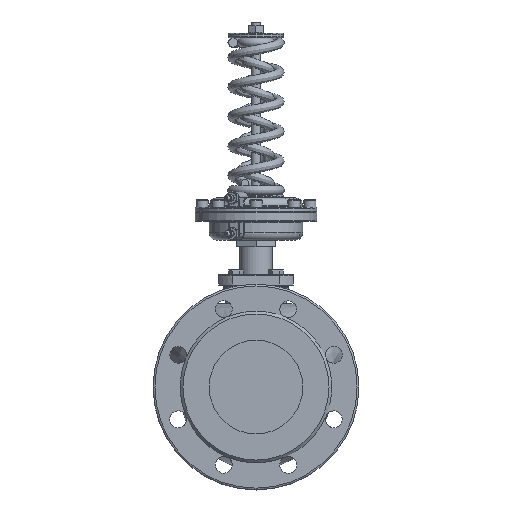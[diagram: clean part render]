
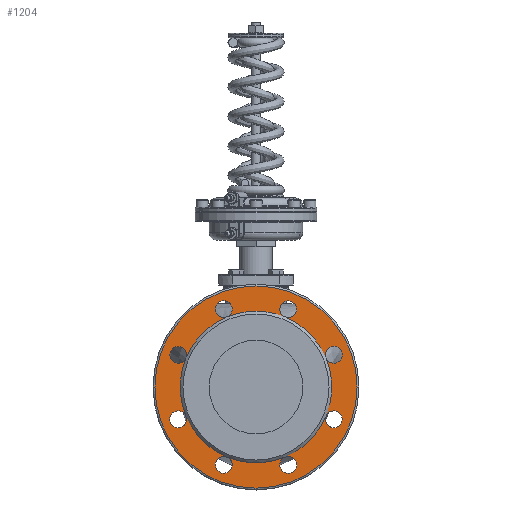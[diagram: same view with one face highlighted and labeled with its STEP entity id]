
A CAD part, front view. The second image highlights one B-rep face of the part: STEP entity #1204.
In plain terms, the highlighted face is planar.
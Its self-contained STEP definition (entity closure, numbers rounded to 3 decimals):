
#1204=ADVANCED_FACE('',(#7511,#7513,#7515,#7517,#7519,#7521,#7523,#7525,#7527,#7529),
#7531,.T.);
#7511=FACE_BOUND('',#7512,.T.);
#7512=EDGE_LOOP('',(#20573));
#7513=FACE_BOUND('',#7514,.T.);
#7514=EDGE_LOOP('',(#20574,#20575));
#7515=FACE_BOUND('',#7516,.T.);
#7516=EDGE_LOOP('',(#20576,#20577));
#7517=FACE_BOUND('',#7518,.T.);
#7518=EDGE_LOOP('',(#20578,#20579));
#7519=FACE_BOUND('',#7520,.T.);
#7520=EDGE_LOOP('',(#20580,#20581));
#7521=FACE_BOUND('',#7522,.T.);
#7522=EDGE_LOOP('',(#20582,#20583));
#7523=FACE_BOUND('',#7524,.T.);
#7524=EDGE_LOOP('',(#20584,#20585,#20586,#20587,#20588,#20589,#20590));
#7525=FACE_BOUND('',#7526,.T.);
#7526=EDGE_LOOP('',(#20591));
#7527=FACE_BOUND('',#7528,.T.);
#7528=EDGE_LOOP('',(#20592));
#7529=FACE_BOUND('',#7530,.T.);
#7530=EDGE_LOOP('',(#20593,#20594));
#7531=PLANE('',#7532);
#7532=AXIS2_PLACEMENT_3D('',#7533,#7534,#7535);
#7533=CARTESIAN_POINT('',(172.,0.,0.));
#7534=DIRECTION('',(1.,0.,0.));
#7535=DIRECTION('',(0.,0.,1.));
#20573=ORIENTED_EDGE('',*,*,#22331,.F.);
#20574=ORIENTED_EDGE('',*,*,#22277,.T.);
#20575=ORIENTED_EDGE('',*,*,#22278,.T.);
#20576=ORIENTED_EDGE('',*,*,#22275,.T.);
#20577=ORIENTED_EDGE('',*,*,#22276,.T.);
#20578=ORIENTED_EDGE('',*,*,#22273,.T.);
#20579=ORIENTED_EDGE('',*,*,#22274,.T.);
#20580=ORIENTED_EDGE('',*,*,#22271,.T.);
#20581=ORIENTED_EDGE('',*,*,#22272,.T.);
#20582=ORIENTED_EDGE('',*,*,#22270,.T.);
#20583=ORIENTED_EDGE('',*,*,#22269,.T.);
#20584=ORIENTED_EDGE('',*,*,#22332,.T.);
#20585=ORIENTED_EDGE('',*,*,#22333,.T.);
#20586=ORIENTED_EDGE('',*,*,#22334,.T.);
#20587=ORIENTED_EDGE('',*,*,#22335,.T.);
#20588=ORIENTED_EDGE('',*,*,#22336,.T.);
#20589=ORIENTED_EDGE('',*,*,#22337,.T.);
#20590=ORIENTED_EDGE('',*,*,#22338,.T.);
#20591=ORIENTED_EDGE('',*,*,#22281,.T.);
#20592=ORIENTED_EDGE('',*,*,#22268,.T.);
#20593=ORIENTED_EDGE('',*,*,#22280,.T.);
#20594=ORIENTED_EDGE('',*,*,#22279,.T.);
#22268=EDGE_CURVE('',#23000,#23000,#23001,.T.);
#22269=EDGE_CURVE('',#23002,#23003,#23004,.T.);
#22270=EDGE_CURVE('',#23003,#23002,#23005,.T.);
#22271=EDGE_CURVE('',#23006,#23007,#23008,.T.);
#22272=EDGE_CURVE('',#23007,#23006,#23009,.T.);
#22273=EDGE_CURVE('',#23010,#23011,#23012,.T.);
#22274=EDGE_CURVE('',#23011,#23010,#23013,.T.);
#22275=EDGE_CURVE('',#23014,#23015,#23016,.T.);
#22276=EDGE_CURVE('',#23015,#23014,#23017,.T.);
#22277=EDGE_CURVE('',#23018,#23019,#23020,.T.);
#22278=EDGE_CURVE('',#23019,#23018,#23021,.T.);
#22279=EDGE_CURVE('',#23022,#23023,#23024,.T.);
#22280=EDGE_CURVE('',#23023,#23022,#23025,.T.);
#22281=EDGE_CURVE('',#23026,#23026,#23027,.T.);
#22331=EDGE_CURVE('',#23118,#23118,#23119,.T.);
#22332=EDGE_CURVE('',#23003,#23006,#23120,.T.);
#22333=EDGE_CURVE('',#23006,#23010,#23121,.T.);
#22334=EDGE_CURVE('',#23010,#23014,#23122,.T.);
#22335=EDGE_CURVE('',#23014,#23018,#23123,.T.);
#22336=EDGE_CURVE('',#23018,#23023,#23124,.T.);
#22337=EDGE_CURVE('',#23023,#23125,#23126,.T.);
#22338=EDGE_CURVE('',#23125,#23003,#23127,.T.);
#23000=VERTEX_POINT('',#26064);
#23001=CIRCLE('',#26065,9.);
#23002=VERTEX_POINT('',#26069);
#23003=VERTEX_POINT('',#26070);
#23004=CIRCLE('',#26071,9.);
#23005=CIRCLE('',#26075,9.);
#23006=VERTEX_POINT('',#26079);
#23007=VERTEX_POINT('',#26080);
#23008=CIRCLE('',#26081,9.);
#23009=CIRCLE('',#26085,9.);
#23010=VERTEX_POINT('',#26089);
#23011=VERTEX_POINT('',#26090);
#23012=CIRCLE('',#26091,9.);
#23013=CIRCLE('',#26095,9.);
#23014=VERTEX_POINT('',#26099);
#23015=VERTEX_POINT('',#26100);
#23016=CIRCLE('',#26101,9.);
#23017=CIRCLE('',#26105,9.);
#23018=VERTEX_POINT('',#26109);
#23019=VERTEX_POINT('',#26110);
#23020=CIRCLE('',#26111,9.);
#23021=CIRCLE('',#26115,9.);
#23022=VERTEX_POINT('',#26119);
#23023=VERTEX_POINT('',#26120);
#23024=CIRCLE('',#26121,9.);
#23025=CIRCLE('',#26125,9.);
#23026=VERTEX_POINT('',#26129);
#23027=CIRCLE('',#26130,9.);
#23118=VERTEX_POINT('',#27173);
#23119=CIRCLE('',#27174,108.);
#23120=CIRCLE('',#27178,81.);
#23121=CIRCLE('',#27182,81.);
#23122=CIRCLE('',#27186,81.);
#23123=CIRCLE('',#27190,81.);
#23124=CIRCLE('',#27194,81.);
#23125=VERTEX_POINT('',#27198);
#23126=CIRCLE('',#27199,81.);
#23127=CIRCLE('',#27203,81.);
#26064=CARTESIAN_POINT('',(172.,-43.442,83.149));
#26065=AXIS2_PLACEMENT_3D('',#26066,#26067,#26068);
#26066=CARTESIAN_POINT('',(172.,-34.442,83.149));
#26067=DIRECTION('',(-1.,0.,0.));
#26068=DIRECTION('',(0.,-1.,0.));
#26069=CARTESIAN_POINT('',(172.,28.078,89.513));
#26070=CARTESIAN_POINT('',(172.,30.997,74.834));
#26071=AXIS2_PLACEMENT_3D('',#26072,#26073,#26074);
#26072=CARTESIAN_POINT('',(172.,34.442,83.149));
#26073=DIRECTION('',(-1.,0.,0.));
#26074=DIRECTION('',(0.,-0.707,0.707));
#26075=AXIS2_PLACEMENT_3D('',#26076,#26077,#26078);
#26076=CARTESIAN_POINT('',(172.,34.442,83.149));
#26077=DIRECTION('',(-1.,0.,0.));
#26078=DIRECTION('',(0.,-0.383,-0.924));
#26079=CARTESIAN_POINT('',(172.,74.834,30.997));
#26080=CARTESIAN_POINT('',(172.,83.149,43.442));
#26081=AXIS2_PLACEMENT_3D('',#26082,#26083,#26084);
#26082=CARTESIAN_POINT('',(172.,83.149,34.442));
#26083=DIRECTION('',(-1.,0.,0.));
#26084=DIRECTION('',(0.,-0.924,-0.383));
#26085=AXIS2_PLACEMENT_3D('',#26086,#26087,#26088);
#26086=CARTESIAN_POINT('',(172.,83.149,34.442));
#26087=DIRECTION('',(-1.,0.,0.));
#26088=DIRECTION('',(0.,0.,1.));
#26089=CARTESIAN_POINT('',(172.,74.834,-30.997));
#26090=CARTESIAN_POINT('',(172.,89.513,-28.078));
#26091=AXIS2_PLACEMENT_3D('',#26092,#26093,#26094);
#26092=CARTESIAN_POINT('',(172.,83.149,-34.442));
#26093=DIRECTION('',(-1.,0.,0.));
#26094=DIRECTION('',(0.,-0.924,0.383));
#26095=AXIS2_PLACEMENT_3D('',#26096,#26097,#26098);
#26096=CARTESIAN_POINT('',(172.,83.149,-34.442));
#26097=DIRECTION('',(-1.,0.,0.));
#26098=DIRECTION('',(0.,0.707,0.707));
#26099=CARTESIAN_POINT('',(172.,30.997,-74.834));
#26100=CARTESIAN_POINT('',(172.,43.442,-83.149));
#26101=AXIS2_PLACEMENT_3D('',#26102,#26103,#26104);
#26102=CARTESIAN_POINT('',(172.,34.442,-83.149));
#26103=DIRECTION('',(-1.,0.,0.));
#26104=DIRECTION('',(0.,-0.383,0.924));
#26105=AXIS2_PLACEMENT_3D('',#26106,#26107,#26108);
#26106=CARTESIAN_POINT('',(172.,34.442,-83.149));
#26107=DIRECTION('',(-1.,0.,0.));
#26108=DIRECTION('',(0.,1.,0.));
#26109=CARTESIAN_POINT('',(172.,-30.997,-74.834));
#26110=CARTESIAN_POINT('',(172.,-28.078,-89.513));
#26111=AXIS2_PLACEMENT_3D('',#26112,#26113,#26114);
#26112=CARTESIAN_POINT('',(172.,-34.442,-83.149));
#26113=DIRECTION('',(-1.,0.,0.));
#26114=DIRECTION('',(0.,0.383,0.924));
#26115=AXIS2_PLACEMENT_3D('',#26116,#26117,#26118);
#26116=CARTESIAN_POINT('',(172.,-34.442,-83.149));
#26117=DIRECTION('',(-1.,0.,0.));
#26118=DIRECTION('',(0.,0.707,-0.707));
#26119=CARTESIAN_POINT('',(172.,-83.149,-43.442));
#26120=CARTESIAN_POINT('',(172.,-74.834,-30.997));
#26121=AXIS2_PLACEMENT_3D('',#26122,#26123,#26124);
#26122=CARTESIAN_POINT('',(172.,-83.149,-34.442));
#26123=DIRECTION('',(-1.,0.,0.));
#26124=DIRECTION('',(0.,0.,-1.));
#26125=AXIS2_PLACEMENT_3D('',#26126,#26127,#26128);
#26126=CARTESIAN_POINT('',(172.,-83.149,-34.442));
#26127=DIRECTION('',(-1.,0.,0.));
#26128=DIRECTION('',(0.,0.924,0.383));
#26129=CARTESIAN_POINT('',(172.,-89.513,28.078));
#26130=AXIS2_PLACEMENT_3D('',#26131,#26132,#26133);
#26131=CARTESIAN_POINT('',(172.,-83.149,34.442));
#26132=DIRECTION('',(-1.,0.,0.));
#26133=DIRECTION('',(0.,-0.707,-0.707));
#27173=CARTESIAN_POINT('',(172.,0.,108.));
#27174=AXIS2_PLACEMENT_3D('',#27175,#27176,#27177);
#27175=CARTESIAN_POINT('',(172.,0.,0.));
#27176=DIRECTION('',(-1.,0.,0.));
#27177=DIRECTION('',(0.,0.,1.));
#27178=AXIS2_PLACEMENT_3D('',#27179,#27180,#27181);
#27179=CARTESIAN_POINT('',(172.,0.,0.));
#27180=DIRECTION('',(-1.,0.,0.));
#27181=DIRECTION('',(0.,0.383,0.924));
#27182=AXIS2_PLACEMENT_3D('',#27183,#27184,#27185);
#27183=CARTESIAN_POINT('',(172.,0.,0.));
#27184=DIRECTION('',(-1.,0.,0.));
#27185=DIRECTION('',(0.,0.924,0.383));
#27186=AXIS2_PLACEMENT_3D('',#27187,#27188,#27189);
#27187=CARTESIAN_POINT('',(172.,0.,0.));
#27188=DIRECTION('',(-1.,0.,0.));
#27189=DIRECTION('',(0.,0.924,-0.383));
#27190=AXIS2_PLACEMENT_3D('',#27191,#27192,#27193);
#27191=CARTESIAN_POINT('',(172.,0.,0.));
#27192=DIRECTION('',(-1.,0.,0.));
#27193=DIRECTION('',(0.,0.383,-0.924));
#27194=AXIS2_PLACEMENT_3D('',#27195,#27196,#27197);
#27195=CARTESIAN_POINT('',(172.,0.,0.));
#27196=DIRECTION('',(-1.,0.,0.));
#27197=DIRECTION('',(0.,-0.383,-0.924));
#27198=CARTESIAN_POINT('',(172.,0.,81.));
#27199=AXIS2_PLACEMENT_3D('',#27200,#27201,#27202);
#27200=CARTESIAN_POINT('',(172.,0.,0.));
#27201=DIRECTION('',(-1.,0.,0.));
#27202=DIRECTION('',(0.,-0.924,-0.383));
#27203=AXIS2_PLACEMENT_3D('',#27204,#27205,#27206);
#27204=CARTESIAN_POINT('',(172.,0.,0.));
#27205=DIRECTION('',(-1.,0.,0.));
#27206=DIRECTION('',(0.,0.,1.));
